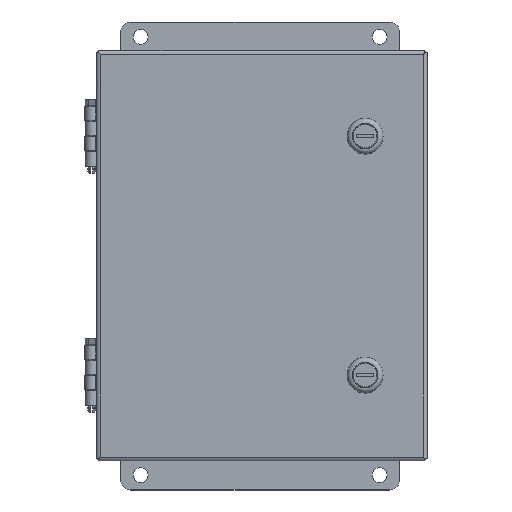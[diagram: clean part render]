
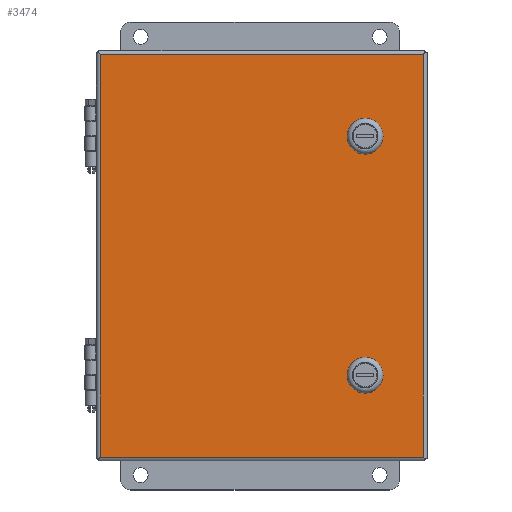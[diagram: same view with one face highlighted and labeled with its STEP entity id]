
A CAD part, top view. The second image highlights one B-rep face of the part: STEP entity #3474.
In plain terms, the highlighted face is planar.
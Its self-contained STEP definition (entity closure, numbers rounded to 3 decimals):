
#3474 = ADVANCED_FACE( '', ( #7561, #7562, #7563 ), #7564, .T. );
#7561 = FACE_BOUND( '', #23483, .T. );
#7562 = FACE_BOUND( '', #23484, .T. );
#7563 = FACE_OUTER_BOUND( '', #23485, .T. );
#7564 = PLANE( '', #23486 );
#23483 = EDGE_LOOP( '', ( #50163, #50164, #50165, #50166 ) );
#23484 = EDGE_LOOP( '', ( #50167, #50168, #50169, #50170 ) );
#23485 = EDGE_LOOP( '', ( #50171, #50172, #50173, #50174 ) );
#23486 = AXIS2_PLACEMENT_3D( '', #50175, #50176, #50177 );
#50163 = ORIENTED_EDGE( '', *, *, #60448, .F. );
#50164 = ORIENTED_EDGE( '', *, *, #60631, .F. );
#50165 = ORIENTED_EDGE( '', *, *, #61636, .F. );
#50166 = ORIENTED_EDGE( '', *, *, #61637, .F. );
#50167 = ORIENTED_EDGE( '', *, *, #61638, .F. );
#50168 = ORIENTED_EDGE( '', *, *, #61354, .F. );
#50169 = ORIENTED_EDGE( '', *, *, #61639, .F. );
#50170 = ORIENTED_EDGE( '', *, *, #61123, .F. );
#50171 = ORIENTED_EDGE( '', *, *, #61640, .T. );
#50172 = ORIENTED_EDGE( '', *, *, #59047, .F. );
#50173 = ORIENTED_EDGE( '', *, *, #61641, .T. );
#50174 = ORIENTED_EDGE( '', *, *, #61642, .T. );
#50175 = CARTESIAN_POINT( '', ( -105.41, 0., -130.81 ) );
#50176 = DIRECTION( '', ( 0., -1., 0. ) );
#50177 = DIRECTION( '', ( 0., 0., -1. ) );
#59047 = EDGE_CURVE( '', #63639, #64484, #64485, .T. );
#60448 = EDGE_CURVE( '', #66836, #66838, #66839, .T. );
#60631 = EDGE_CURVE( '', #67120, #66836, #67122, .T. );
#61123 = EDGE_CURVE( '', #67865, #67867, #67868, .T. );
#61354 = EDGE_CURVE( '', #68198, #68200, #68201, .T. );
#61636 = EDGE_CURVE( '', #68577, #67120, #68578, .T. );
#61637 = EDGE_CURVE( '', #66838, #68577, #68579, .T. );
#61638 = EDGE_CURVE( '', #68200, #67865, #68580, .T. );
#61639 = EDGE_CURVE( '', #67867, #68198, #68581, .T. );
#61640 = EDGE_CURVE( '', #68480, #64484, #68582, .T. );
#61641 = EDGE_CURVE( '', #63639, #68583, #68584, .T. );
#61642 = EDGE_CURVE( '', #68583, #68480, #68585, .T. );
#63639 = VERTEX_POINT( '', #71081 );
#64484 = VERTEX_POINT( '', #73150 );
#64485 = LINE( '', #73151, #73152 );
#66836 = VERTEX_POINT( '', #79169 );
#66838 = VERTEX_POINT( '', #79172 );
#66839 = CIRCLE( '', #79173, 9.716 );
#67120 = VERTEX_POINT( '', #79849 );
#67122 = LINE( '', #79852, #79853 );
#67865 = VERTEX_POINT( '', #81796 );
#67867 = VERTEX_POINT( '', #81799 );
#67868 = LINE( '', #81800, #81801 );
#68198 = VERTEX_POINT( '', #82699 );
#68200 = VERTEX_POINT( '', #82702 );
#68201 = LINE( '', #82703, #82704 );
#68480 = VERTEX_POINT( '', #83484 );
#68577 = VERTEX_POINT( '', #83672 );
#68578 = CIRCLE( '', #83673, 9.716 );
#68579 = LINE( '', #83674, #83675 );
#68580 = CIRCLE( '', #83676, 9.716 );
#68581 = CIRCLE( '', #83677, 9.716 );
#68582 = LINE( '', #83678, #83679 );
#68583 = VERTEX_POINT( '', #83680 );
#68584 = LINE( '', #83681, #83682 );
#68585 = LINE( '', #83683, #83684 );
#71081 = CARTESIAN_POINT( '', ( -103.073, 0., 128.473 ) );
#73150 = CARTESIAN_POINT( '', ( 103.073, 0., 128.473 ) );
#73151 = CARTESIAN_POINT( '', ( -103.073, 0., 128.473 ) );
#73152 = VECTOR( '', #90081, 1000. );
#79169 = CARTESIAN_POINT( '', ( 74.041, 0., 81.522 ) );
#79172 = CARTESIAN_POINT( '', ( 57.785, 0., 81.522 ) );
#79173 = AXIS2_PLACEMENT_3D( '', #91129, #91130, #91131 );
#79849 = CARTESIAN_POINT( '', ( 74.041, 0., 70.878 ) );
#79852 = CARTESIAN_POINT( '', ( 74.041, 0., 81.522 ) );
#79853 = VECTOR( '', #91267, 1000. );
#81796 = CARTESIAN_POINT( '', ( 57.785, 0., -70.878 ) );
#81799 = CARTESIAN_POINT( '', ( 57.785, 0., -81.522 ) );
#81800 = CARTESIAN_POINT( '', ( 57.785, 0., -70.878 ) );
#81801 = VECTOR( '', #91597, 1000. );
#82699 = CARTESIAN_POINT( '', ( 74.041, 0., -81.522 ) );
#82702 = CARTESIAN_POINT( '', ( 74.041, 0., -70.878 ) );
#82703 = CARTESIAN_POINT( '', ( 74.041, 0., -70.878 ) );
#82704 = VECTOR( '', #91747, 1000. );
#83484 = CARTESIAN_POINT( '', ( 103.073, 0., -128.473 ) );
#83672 = CARTESIAN_POINT( '', ( 57.785, 0., 70.878 ) );
#83673 = AXIS2_PLACEMENT_3D( '', #91927, #91928, #91929 );
#83674 = CARTESIAN_POINT( '', ( 57.785, 0., 81.522 ) );
#83675 = VECTOR( '', #91930, 1000. );
#83676 = AXIS2_PLACEMENT_3D( '', #91931, #91932, #91933 );
#83677 = AXIS2_PLACEMENT_3D( '', #91934, #91935, #91936 );
#83678 = CARTESIAN_POINT( '', ( 103.073, 0., 128.473 ) );
#83679 = VECTOR( '', #91937, 1000. );
#83680 = CARTESIAN_POINT( '', ( -103.073, 0., -128.473 ) );
#83681 = CARTESIAN_POINT( '', ( -103.073, 0., -130.81 ) );
#83682 = VECTOR( '', #91938, 1000. );
#83683 = CARTESIAN_POINT( '', ( 105.41, 0., -128.473 ) );
#83684 = VECTOR( '', #91939, 1000. );
#90081 = DIRECTION( '', ( 1., 0., 0. ) );
#91129 = CARTESIAN_POINT( '', ( 65.913, 0., 76.2 ) );
#91130 = DIRECTION( '', ( 0., -1., 0. ) );
#91131 = DIRECTION( '', ( 1., 0., 0. ) );
#91267 = DIRECTION( '', ( 0., 0., 1. ) );
#91597 = DIRECTION( '', ( 0., 0., -1. ) );
#91747 = DIRECTION( '', ( 0., 0., 1. ) );
#91927 = CARTESIAN_POINT( '', ( 65.913, 0., 76.2 ) );
#91928 = DIRECTION( '', ( 0., -1., 0. ) );
#91929 = DIRECTION( '', ( 1., 0., 0. ) );
#91930 = DIRECTION( '', ( 0., 0., -1. ) );
#91931 = CARTESIAN_POINT( '', ( 65.913, 0., -76.2 ) );
#91932 = DIRECTION( '', ( 0., -1., 0. ) );
#91933 = DIRECTION( '', ( 1., 0., 0. ) );
#91934 = CARTESIAN_POINT( '', ( 65.913, 0., -76.2 ) );
#91935 = DIRECTION( '', ( 0., -1., 0. ) );
#91936 = DIRECTION( '', ( 1., 0., 0. ) );
#91937 = DIRECTION( '', ( 0., 0., 1. ) );
#91938 = DIRECTION( '', ( 0., 0., -1. ) );
#91939 = DIRECTION( '', ( 1., 0., 0. ) );
